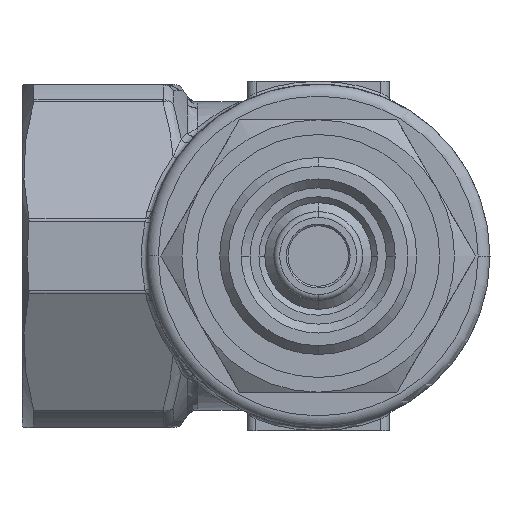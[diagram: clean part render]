
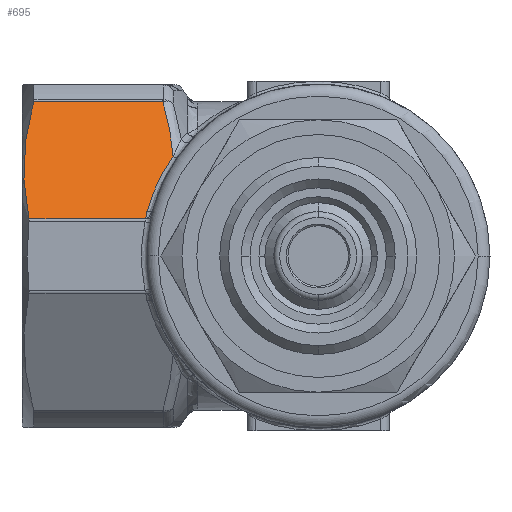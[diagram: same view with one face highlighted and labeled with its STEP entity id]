
A CAD part, front view. The second image highlights one B-rep face of the part: STEP entity #695.
In plain terms, the highlighted planar face has unit normal (0, -0.866, 0.5).
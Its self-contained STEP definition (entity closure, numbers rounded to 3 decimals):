
#72 = B_SPLINE_CURVE_WITH_KNOTS ( 'NONE', 3,
 ( #13757, #5753, #30482, #19510 ),
 .UNSPECIFIED., .F., .F.,
 ( 4, 4 ),
 ( 0.006, 0.007 ),
 .UNSPECIFIED. ) ;
#695 = ADVANCED_FACE ( 'NONE', ( #16467 ), #3400, .F. ) ;
#1186 = CARTESIAN_POINT ( 'NONE',  ( -24.499, -19.778, 16.815 ) ) ;
#1503 = ORIENTED_EDGE ( 'NONE', *, *, #5120, .T. ) ;
#1582 = CARTESIAN_POINT ( 'NONE',  ( -49.747, -21.08, 14.56 ) ) ;
#1613 = DIRECTION ( 'NONE',  ( 0., 0.866, -0.5 ) ) ;
#1789 = CARTESIAN_POINT ( 'NONE',  ( 0.001, -29.486, 0. ) ) ;
#2319 = CARTESIAN_POINT ( 'NONE',  ( -28.903, -25.134, 7.538 ) ) ;
#3083 = CARTESIAN_POINT ( 'NONE',  ( -25.767, -15.334, 24.512 ) ) ;
#3372 = ORIENTED_EDGE ( 'NONE', *, *, #26068, .T. ) ;
#3400 = PLANE ( 'NONE',  #23200 ) ;
#4489 = DIRECTION ( 'NONE',  ( 0., 0.5, 0.866 ) ) ;
#4784 = ORIENTED_EDGE ( 'NONE', *, *, #12461, .T. ) ;
#5120 = EDGE_CURVE ( 'NONE', #19390, #15730, #23462, .T. ) ;
#5309 = CARTESIAN_POINT ( 'NONE',  ( -24.805, -17.989, 19.914 ) ) ;
#5671 = VERTEX_POINT ( 'NONE', #26808 ) ;
#5753 = CARTESIAN_POINT ( 'NONE',  ( -29.098, -25.621, 6.695 ) ) ;
#5946 = B_SPLINE_CURVE_WITH_KNOTS ( 'NONE', 3,
 ( #34801, #21747, #5309, #11158, #3083, #16172 ),
 .UNSPECIFIED., .F., .F.,
 ( 4, 2, 4 ),
 ( 0.001, 0.007, 0.012 ),
 .UNSPECIFIED. ) ;
#6243 = LINE ( 'NONE', #23027, #6726 ) ;
#6425 = EDGE_LOOP ( 'NONE', ( #1503, #8721, #24626, #19932, #3372, #4784 ) ) ;
#6468 = EDGE_CURVE ( 'NONE', #15730, #30349, #6243, .T. ) ;
#6726 = VECTOR ( 'NONE', #22510, 1000. ) ;
#7529 = CARTESIAN_POINT ( 'NONE',  ( -49.176, -24.919, 7.911 ) ) ;
#8245 = VECTOR ( 'NONE', #29739, 1000. ) ;
#8721 = ORIENTED_EDGE ( 'NONE', *, *, #6468, .T. ) ;
#10610 = CARTESIAN_POINT ( 'NONE',  ( -24.499, -19.778, 16.815 ) ) ;
#11158 = CARTESIAN_POINT ( 'NONE',  ( -25.389, -16.213, 22.989 ) ) ;
#11907 = VERTEX_POINT ( 'NONE', #13285 ) ;
#12461 = EDGE_CURVE ( 'NONE', #5671, #19390, #21120, .T. ) ;
#13249 = CARTESIAN_POINT ( 'NONE',  ( -27.977, -23.211, 10.869 ) ) ;
#13285 = CARTESIAN_POINT ( 'NONE',  ( -28.903, -25.134, 7.538 ) ) ;
#13757 = CARTESIAN_POINT ( 'NONE',  ( -29.133, -25.866, 6.271 ) ) ;
#14492 = CARTESIAN_POINT ( 'NONE',  ( -48.835, -25.866, 6.271 ) ) ;
#15048 = CARTESIAN_POINT ( 'NONE',  ( -48.033, -14.463, 26.022 ) ) ;
#15730 = VERTEX_POINT ( 'NONE', #14492 ) ;
#16172 = CARTESIAN_POINT ( 'NONE',  ( -26.212, -14.463, 26.022 ) ) ;
#16467 = FACE_OUTER_BOUND ( 'NONE', #6425, .T. ) ;
#17651 = CARTESIAN_POINT ( 'NONE',  ( -29.133, -25.866, 6.271 ) ) ;
#17859 = CARTESIAN_POINT ( 'NONE',  ( -49.427, -23.965, 9.564 ) ) ;
#18578 = CARTESIAN_POINT ( 'NONE',  ( -48.033, -14.463, 26.022 ) ) ;
#18595 = CARTESIAN_POINT ( 'NONE',  ( -47.979, -14.463, 26.022 ) ) ;
#19149 =( BOUNDED_CURVE ( )  B_SPLINE_CURVE ( 3, ( #2319, #13249, #24174, #10610 ),
 .UNSPECIFIED., .F., .F. ) 
 B_SPLINE_CURVE_WITH_KNOTS ( ( 4, 4 ),
 ( 4.984, 5.328 ),
 .UNSPECIFIED. ) 
 CURVE ( )  GEOMETRIC_REPRESENTATION_ITEM ( )  RATIONAL_B_SPLINE_CURVE ( ( 1., 0.99, 0.99, 1. ) ) 
 REPRESENTATION_ITEM ( '' )  );
#19390 = VERTEX_POINT ( 'NONE', #15048 ) ;
#19510 = CARTESIAN_POINT ( 'NONE',  ( -28.903, -25.134, 7.538 ) ) ;
#19932 = ORIENTED_EDGE ( 'NONE', *, *, #28482, .T. ) ;
#21120 = LINE ( 'NONE', #18595, #8245 ) ;
#21747 = CARTESIAN_POINT ( 'NONE',  ( -24.601, -18.881, 18.369 ) ) ;
#22510 = DIRECTION ( 'NONE',  ( 1., 0., 0. ) ) ;
#22709 = EDGE_CURVE ( 'NONE', #30349, #11907, #72, .T. ) ;
#23027 = CARTESIAN_POINT ( 'NONE',  ( 0.001, -25.866, 6.271 ) ) ;
#23200 = AXIS2_PLACEMENT_3D ( 'NONE', #1789, #1613, #4489 ) ;
#23230 = CARTESIAN_POINT ( 'NONE',  ( -48.858, -16.338, 22.774 ) ) ;
#23462 = B_SPLINE_CURVE_WITH_KNOTS ( 'NONE', 3,
 ( #18578, #26235, #23230, #29367, #29029, #1582, #31908, #17859, #7529, #26414 ),
 .UNSPECIFIED., .F., .F.,
 ( 4, 2, 2, 2, 4 ),
 ( 0., 0.006, 0.012, 0.017, 0.023 ),
 .UNSPECIFIED. ) ;
#24174 = CARTESIAN_POINT ( 'NONE',  ( -26.494, -21.408, 13.992 ) ) ;
#24626 = ORIENTED_EDGE ( 'NONE', *, *, #22709, .T. ) ;
#26068 = EDGE_CURVE ( 'NONE', #30643, #5671, #5946, .T. ) ;
#26235 = CARTESIAN_POINT ( 'NONE',  ( -48.484, -15.399, 24.401 ) ) ;
#26414 = CARTESIAN_POINT ( 'NONE',  ( -48.835, -25.866, 6.271 ) ) ;
#26808 = CARTESIAN_POINT ( 'NONE',  ( -26.212, -14.463, 26.022 ) ) ;
#28482 = EDGE_CURVE ( 'NONE', #11907, #30643, #19149, .T. ) ;
#29029 = CARTESIAN_POINT ( 'NONE',  ( -49.598, -19.174, 17.862 ) ) ;
#29367 = CARTESIAN_POINT ( 'NONE',  ( -49.415, -18.225, 19.504 ) ) ;
#29739 = DIRECTION ( 'NONE',  ( -1., 0., 0. ) ) ;
#30349 = VERTEX_POINT ( 'NONE', #17651 ) ;
#30482 = CARTESIAN_POINT ( 'NONE',  ( -29.02, -25.377, 7.118 ) ) ;
#30643 = VERTEX_POINT ( 'NONE', #1186 ) ;
#31908 = CARTESIAN_POINT ( 'NONE',  ( -49.714, -22.038, 12.9 ) ) ;
#34801 = CARTESIAN_POINT ( 'NONE',  ( -24.499, -19.778, 16.815 ) ) ;
